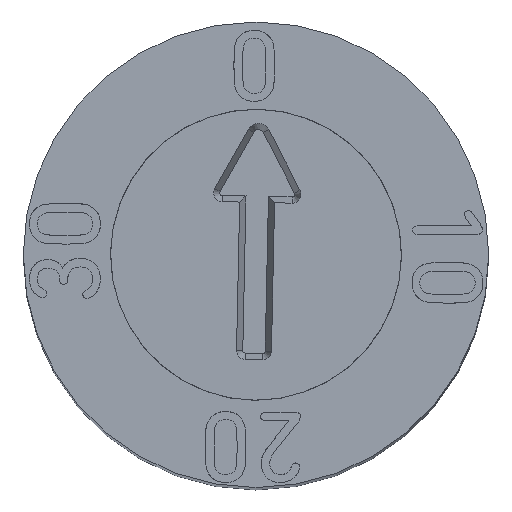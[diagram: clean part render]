
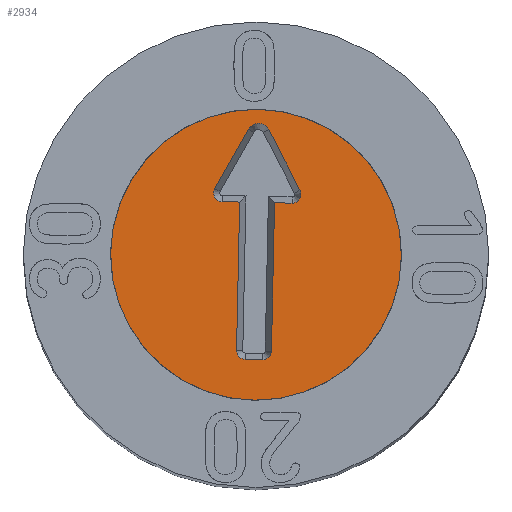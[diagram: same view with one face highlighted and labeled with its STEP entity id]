
A CAD part, top view. The second image highlights one B-rep face of the part: STEP entity #2934.
In plain terms, the highlighted planar face has unit normal (0, 0, 1).
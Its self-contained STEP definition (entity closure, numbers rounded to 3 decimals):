
#74=CIRCLE('',#3070,0.075);
#76=CIRCLE('',#3075,0.076);
#78=CIRCLE('',#3079,0.1);
#80=CIRCLE('',#3083,0.076);
#82=CIRCLE('',#3088,0.075);
#91=CIRCLE('',#3106,1.25);
#113=FACE_BOUND('',#496,.T.);
#151=PLANE('',#3107);
#314=FACE_OUTER_BOUND('',#495,.T.);
#495=EDGE_LOOP('',(#2639));
#496=EDGE_LOOP('',(#2640,#2641,#2642,#2643,#2644,#2645,#2646,#2647,#2648,
#2649,#2650,#2651));
#657=LINE('',#5798,#842);
#660=LINE('',#5804,#845);
#664=LINE('',#5816,#849);
#668=LINE('',#5828,#853);
#672=LINE('',#5840,#857);
#675=LINE('',#5846,#860);
#679=LINE('',#5856,#864);
#842=VECTOR('',#3396,10.);
#845=VECTOR('',#3401,10.);
#849=VECTOR('',#3413,10.);
#853=VECTOR('',#3425,10.);
#857=VECTOR('',#3437,10.);
#860=VECTOR('',#3442,10.);
#864=VECTOR('',#3454,10.);
#1332=VERTEX_POINT('',#5789);
#1333=VERTEX_POINT('',#5791);
#1335=VERTEX_POINT('',#5797);
#1337=VERTEX_POINT('',#5803);
#1339=VERTEX_POINT('',#5809);
#1341=VERTEX_POINT('',#5815);
#1343=VERTEX_POINT('',#5821);
#1345=VERTEX_POINT('',#5827);
#1347=VERTEX_POINT('',#5833);
#1349=VERTEX_POINT('',#5839);
#1351=VERTEX_POINT('',#5845);
#1353=VERTEX_POINT('',#5851);
#1361=VERTEX_POINT('',#5883);
#1746=EDGE_CURVE('',#1333,#1332,#74,.T.);
#1749=EDGE_CURVE('',#1335,#1333,#657,.T.);
#1752=EDGE_CURVE('',#1337,#1335,#660,.T.);
#1755=EDGE_CURVE('',#1339,#1337,#76,.T.);
#1758=EDGE_CURVE('',#1341,#1339,#664,.T.);
#1761=EDGE_CURVE('',#1343,#1341,#78,.T.);
#1764=EDGE_CURVE('',#1345,#1343,#668,.T.);
#1767=EDGE_CURVE('',#1347,#1345,#80,.T.);
#1770=EDGE_CURVE('',#1349,#1347,#672,.T.);
#1773=EDGE_CURVE('',#1351,#1349,#675,.T.);
#1776=EDGE_CURVE('',#1353,#1351,#82,.T.);
#1779=EDGE_CURVE('',#1332,#1353,#679,.T.);
#1791=EDGE_CURVE('',#1361,#1361,#91,.T.);
#2639=ORIENTED_EDGE('',*,*,#1791,.F.);
#2640=ORIENTED_EDGE('',*,*,#1746,.T.);
#2641=ORIENTED_EDGE('',*,*,#1779,.T.);
#2642=ORIENTED_EDGE('',*,*,#1776,.T.);
#2643=ORIENTED_EDGE('',*,*,#1773,.T.);
#2644=ORIENTED_EDGE('',*,*,#1770,.T.);
#2645=ORIENTED_EDGE('',*,*,#1767,.T.);
#2646=ORIENTED_EDGE('',*,*,#1764,.T.);
#2647=ORIENTED_EDGE('',*,*,#1761,.T.);
#2648=ORIENTED_EDGE('',*,*,#1758,.T.);
#2649=ORIENTED_EDGE('',*,*,#1755,.T.);
#2650=ORIENTED_EDGE('',*,*,#1752,.T.);
#2651=ORIENTED_EDGE('',*,*,#1749,.T.);
#2934=ADVANCED_FACE('',(#314,#113),#151,.F.);
#3070=AXIS2_PLACEMENT_3D('',#5792,#3390,#3391);
#3075=AXIS2_PLACEMENT_3D('',#5810,#3407,#3408);
#3079=AXIS2_PLACEMENT_3D('',#5822,#3419,#3420);
#3083=AXIS2_PLACEMENT_3D('',#5834,#3431,#3432);
#3088=AXIS2_PLACEMENT_3D('',#5852,#3448,#3449);
#3106=AXIS2_PLACEMENT_3D('',#5884,#3490,#3491);
#3107=AXIS2_PLACEMENT_3D('',#5886,#3493,#3494);
#3390=DIRECTION('center_axis',(0.,0.,-1.));
#3391=DIRECTION('ref_axis',(0.,-1.,0.));
#3396=DIRECTION('',(0.,1.,0.));
#3401=DIRECTION('',(1.,0.,0.));
#3407=DIRECTION('center_axis',(0.,0.,-1.));
#3408=DIRECTION('ref_axis',(0.,-1.,0.));
#3413=DIRECTION('',(-0.476,0.88,0.));
#3419=DIRECTION('center_axis',(0.,0.,-1.));
#3420=DIRECTION('ref_axis',(0.88,0.476,0.));
#3425=DIRECTION('',(-0.476,-0.88,0.));
#3431=DIRECTION('center_axis',(0.,0.,-1.));
#3432=DIRECTION('ref_axis',(-0.88,0.476,0.));
#3437=DIRECTION('',(1.,0.,0.));
#3442=DIRECTION('',(0.,-1.,0.));
#3448=DIRECTION('center_axis',(0.,0.,-1.));
#3449=DIRECTION('ref_axis',(-1.,0.,0.));
#3454=DIRECTION('',(1.,0.,0.));
#3490=DIRECTION('center_axis',(0.,0.,-1.));
#3491=DIRECTION('ref_axis',(-1.,0.,0.));
#3493=DIRECTION('center_axis',(0.,0.,-1.));
#3494=DIRECTION('ref_axis',(-1.,0.,0.));
#5789=CARTESIAN_POINT('',(-0.075,0.9,2.3));
#5791=CARTESIAN_POINT('',(-0.15,0.825,2.3));
#5792=CARTESIAN_POINT('Origin',(-0.075,0.825,2.3));
#5797=CARTESIAN_POINT('',(-0.15,-0.45,2.3));
#5798=CARTESIAN_POINT('',(-0.15,0.413,2.3));
#5803=CARTESIAN_POINT('',(-0.3,-0.45,2.3));
#5804=CARTESIAN_POINT('',(-0.075,-0.45,2.3));
#5809=CARTESIAN_POINT('',(-0.367,-0.562,2.3));
#5810=CARTESIAN_POINT('Origin',(-0.3,-0.526,2.3));
#5815=CARTESIAN_POINT('',(-0.088,-1.077,2.3));
#5816=CARTESIAN_POINT('',(-0.443,-0.421,2.3));
#5821=CARTESIAN_POINT('',(0.088,-1.077,2.3));
#5822=CARTESIAN_POINT('Origin',(0.,-1.03,
2.3));
#5827=CARTESIAN_POINT('',(0.367,-0.562,2.3));
#5828=CARTESIAN_POINT('',(0.303,-0.679,2.3));
#5833=CARTESIAN_POINT('',(0.3,-0.45,2.3));
#5834=CARTESIAN_POINT('Origin',(0.3,-0.526,2.3));
#5839=CARTESIAN_POINT('',(0.15,-0.45,2.3));
#5840=CARTESIAN_POINT('',(0.15,-0.45,2.3));
#5845=CARTESIAN_POINT('',(0.15,0.825,2.3));
#5846=CARTESIAN_POINT('',(0.15,-0.225,2.3));
#5851=CARTESIAN_POINT('',(0.075,0.9,2.3));
#5852=CARTESIAN_POINT('Origin',(0.075,0.825,2.3));
#5856=CARTESIAN_POINT('',(0.,0.9,2.3));
#5883=CARTESIAN_POINT('',(1.25,0.,2.3));
#5884=CARTESIAN_POINT('Origin',(0.,0.,2.3));
#5886=CARTESIAN_POINT('Origin',(0.,0.,2.3));
